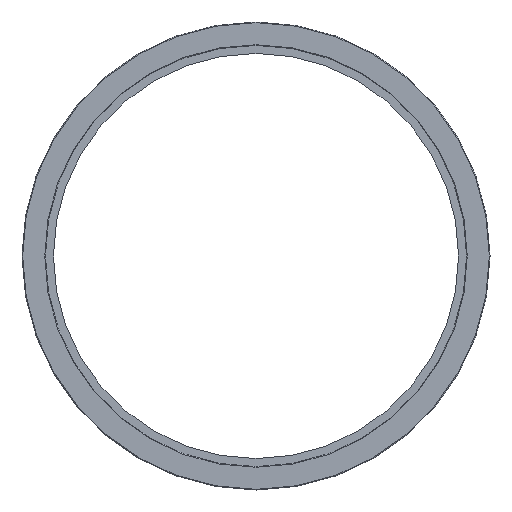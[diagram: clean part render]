
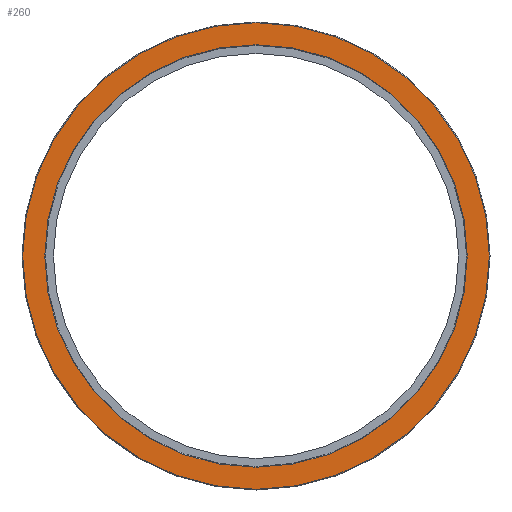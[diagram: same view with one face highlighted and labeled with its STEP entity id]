
A CAD part, front view. The second image highlights one B-rep face of the part: STEP entity #260.
In plain terms, the highlighted planar face has unit normal (0, -1, 0).
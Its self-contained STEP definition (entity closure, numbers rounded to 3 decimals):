
#4 = AXIS2_PLACEMENT_3D ( 'NONE', #643, #268, #167 ) ;
#18 = DIRECTION ( 'NONE',  ( 0., 0., -1. ) ) ;
#47 = AXIS2_PLACEMENT_3D ( 'NONE', #527, #104, #598 ) ;
#86 = ORIENTED_EDGE ( 'NONE', *, *, #238, .T. ) ;
#89 = EDGE_CURVE ( 'NONE', #877, #601, #740, .T. ) ;
#90 = PLANE ( 'NONE',  #231 ) ;
#93 = ORIENTED_EDGE ( 'NONE', *, *, #89, .T. ) ;
#94 = CARTESIAN_POINT ( 'NONE',  ( 0., 0., 144.6 ) ) ;
#104 = DIRECTION ( 'NONE',  ( 0., -1., 0. ) ) ;
#139 = DIRECTION ( 'NONE',  ( 0., 1., 0. ) ) ;
#161 = DIRECTION ( 'NONE',  ( 0., 0., -1. ) ) ;
#163 = CARTESIAN_POINT ( 'NONE',  ( -130.5, 0., 0. ) ) ;
#167 = DIRECTION ( 'NONE',  ( 0., 0., -1. ) ) ;
#176 = EDGE_CURVE ( 'NONE', #601, #877, #381, .T. ) ;
#228 = EDGE_LOOP ( 'NONE', ( #86, #273 ) ) ;
#231 = AXIS2_PLACEMENT_3D ( 'NONE', #163, #373, #18 ) ;
#238 = EDGE_CURVE ( 'NONE', #304, #864, #429, .T. ) ;
#260 = ADVANCED_FACE ( 'NONE', ( #697, #599 ), #90, .T. ) ;
#268 = DIRECTION ( 'NONE',  ( 0., 1., 0. ) ) ;
#273 = ORIENTED_EDGE ( 'NONE', *, *, #649, .T. ) ;
#304 = VERTEX_POINT ( 'NONE', #94 ) ;
#371 = ORIENTED_EDGE ( 'NONE', *, *, #176, .T. ) ;
#373 = DIRECTION ( 'NONE',  ( 0., -1., 0. ) ) ;
#381 = CIRCLE ( 'NONE', #577, 130.9 ) ;
#429 = CIRCLE ( 'NONE', #834, 144.6 ) ;
#441 = CARTESIAN_POINT ( 'NONE',  ( 0., 0., 0. ) ) ;
#517 = CARTESIAN_POINT ( 'NONE',  ( 0., 0., -130.9 ) ) ;
#527 = CARTESIAN_POINT ( 'NONE',  ( 0., 0., 0. ) ) ;
#577 = AXIS2_PLACEMENT_3D ( 'NONE', #728, #139, #161 ) ;
#598 = DIRECTION ( 'NONE',  ( 0., 0., -1. ) ) ;
#599 = FACE_OUTER_BOUND ( 'NONE', #228, .T. ) ;
#601 = VERTEX_POINT ( 'NONE', #517 ) ;
#643 = CARTESIAN_POINT ( 'NONE',  ( 0., 0., 0. ) ) ;
#649 = EDGE_CURVE ( 'NONE', #864, #304, #669, .T. ) ;
#669 = CIRCLE ( 'NONE', #47, 144.6 ) ;
#697 = FACE_BOUND ( 'NONE', #726, .T. ) ;
#726 = EDGE_LOOP ( 'NONE', ( #371, #93 ) ) ;
#728 = CARTESIAN_POINT ( 'NONE',  ( 0., 0., 0. ) ) ;
#736 = DIRECTION ( 'NONE',  ( 0., 0., -1. ) ) ;
#740 = CIRCLE ( 'NONE', #4, 130.9 ) ;
#779 = CARTESIAN_POINT ( 'NONE',  ( 0., 0., -144.6 ) ) ;
#834 = AXIS2_PLACEMENT_3D ( 'NONE', #441, #888, #736 ) ;
#851 = CARTESIAN_POINT ( 'NONE',  ( 0., 0., 130.9 ) ) ;
#864 = VERTEX_POINT ( 'NONE', #779 ) ;
#877 = VERTEX_POINT ( 'NONE', #851 ) ;
#888 = DIRECTION ( 'NONE',  ( 0., -1., 0. ) ) ;
